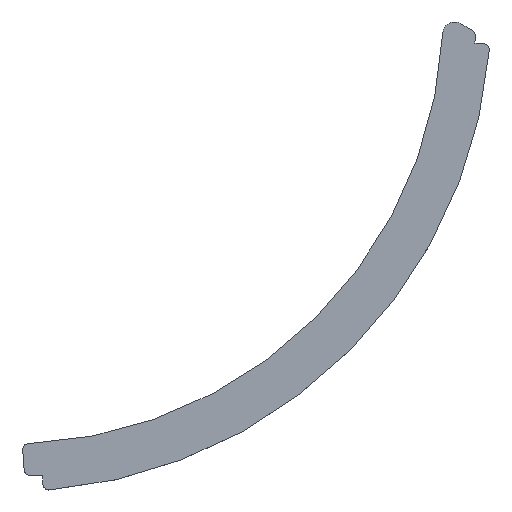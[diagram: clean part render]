
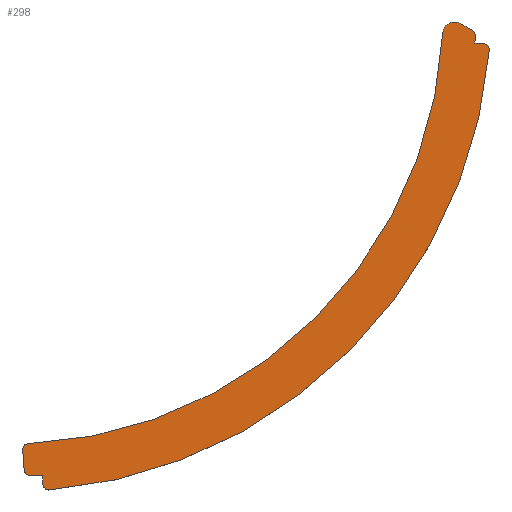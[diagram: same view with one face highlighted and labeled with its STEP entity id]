
A CAD part, top view. The second image highlights one B-rep face of the part: STEP entity #298.
In plain terms, the highlighted planar face has unit normal (0, 0, 1).
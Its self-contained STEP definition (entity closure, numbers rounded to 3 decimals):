
#21=PLANE('',#355);
#37=FACE_OUTER_BOUND('',#53,.T.);
#53=EDGE_LOOP('',(#260,#261,#262,#263,#264,#265,#266,#267,#268,#269,#270,
#271,#272,#273));
#61=LINE('',#488,#85);
#69=LINE('',#511,#93);
#73=LINE('',#521,#97);
#75=LINE('',#528,#99);
#77=LINE('',#531,#101);
#85=VECTOR('',#391,10.);
#93=VECTOR('',#417,10.);
#97=VECTOR('',#427,10.);
#99=VECTOR('',#435,10.);
#101=VECTOR('',#439,10.);
#102=CIRCLE('',#323,1.);
#112=CIRCLE('',#336,1.);
#113=CIRCLE('',#338,1.);
#114=CIRCLE('',#340,81.);
#115=CIRCLE('',#342,1.);
#116=CIRCLE('',#345,1.);
#117=CIRCLE('',#348,2.);
#118=CIRCLE('',#352,73.);
#119=CIRCLE('',#354,78.5);
#120=VERTEX_POINT('',#452);
#121=VERTEX_POINT('',#453);
#136=VERTEX_POINT('',#487);
#137=VERTEX_POINT('',#491);
#138=VERTEX_POINT('',#495);
#139=VERTEX_POINT('',#496);
#140=VERTEX_POINT('',#501);
#141=VERTEX_POINT('',#505);
#142=VERTEX_POINT('',#509);
#143=VERTEX_POINT('',#513);
#144=VERTEX_POINT('',#514);
#145=VERTEX_POINT('',#519);
#146=VERTEX_POINT('',#523);
#147=VERTEX_POINT('',#527);
#148=EDGE_CURVE('',#120,#121,#102,.T.);
#165=EDGE_CURVE('',#136,#121,#61,.T.);
#167=EDGE_CURVE('',#136,#137,#112,.T.);
#169=EDGE_CURVE('',#138,#139,#113,.T.);
#173=EDGE_CURVE('',#138,#140,#114,.T.);
#174=EDGE_CURVE('',#141,#140,#115,.T.);
#177=EDGE_CURVE('',#141,#142,#69,.T.);
#178=EDGE_CURVE('',#143,#144,#116,.T.);
#182=EDGE_CURVE('',#143,#145,#73,.T.);
#183=EDGE_CURVE('',#146,#145,#117,.T.);
#185=EDGE_CURVE('',#147,#139,#75,.T.);
#187=EDGE_CURVE('',#120,#147,#77,.T.);
#188=EDGE_CURVE('',#146,#137,#118,.T.);
#189=EDGE_CURVE('',#142,#144,#119,.T.);
#260=ORIENTED_EDGE('',*,*,#148,.F.);
#261=ORIENTED_EDGE('',*,*,#187,.T.);
#262=ORIENTED_EDGE('',*,*,#185,.T.);
#263=ORIENTED_EDGE('',*,*,#169,.F.);
#264=ORIENTED_EDGE('',*,*,#173,.T.);
#265=ORIENTED_EDGE('',*,*,#174,.F.);
#266=ORIENTED_EDGE('',*,*,#177,.T.);
#267=ORIENTED_EDGE('',*,*,#189,.T.);
#268=ORIENTED_EDGE('',*,*,#178,.F.);
#269=ORIENTED_EDGE('',*,*,#182,.T.);
#270=ORIENTED_EDGE('',*,*,#183,.F.);
#271=ORIENTED_EDGE('',*,*,#188,.T.);
#272=ORIENTED_EDGE('',*,*,#167,.F.);
#273=ORIENTED_EDGE('',*,*,#165,.T.);
#298=ADVANCED_FACE('',(#37),#21,.T.);
#323=AXIS2_PLACEMENT_3D('',#454,#360,#361);
#336=AXIS2_PLACEMENT_3D('',#492,#395,#396);
#338=AXIS2_PLACEMENT_3D('',#497,#400,#401);
#340=AXIS2_PLACEMENT_3D('',#503,#407,#408);
#342=AXIS2_PLACEMENT_3D('',#506,#411,#412);
#345=AXIS2_PLACEMENT_3D('',#515,#420,#421);
#348=AXIS2_PLACEMENT_3D('',#524,#430,#431);
#352=AXIS2_PLACEMENT_3D('',#533,#442,#443);
#354=AXIS2_PLACEMENT_3D('',#535,#446,#447);
#355=AXIS2_PLACEMENT_3D('',#536,#448,#449);
#360=DIRECTION('center_axis',(0.,0.,-1.));
#361=DIRECTION('ref_axis',(-0.682,-0.732,0.));
#391=DIRECTION('',(0.07,-0.998,0.));
#395=DIRECTION('center_axis',(0.,0.,-1.));
#396=DIRECTION('ref_axis',(-0.746,0.666,0.));
#400=DIRECTION('center_axis',(0.,0.,-1.));
#401=DIRECTION('ref_axis',(-0.651,-0.759,0.));
#407=DIRECTION('center_axis',(0.,0.,1.));
#408=DIRECTION('ref_axis',(0.07,-0.998,0.));
#411=DIRECTION('center_axis',(0.,0.,-1.));
#412=DIRECTION('ref_axis',(0.759,0.651,0.));
#417=DIRECTION('',(-0.998,0.07,0.));
#420=DIRECTION('center_axis',(0.,0.,-1.));
#421=DIRECTION('ref_axis',(0.881,0.473,0.));
#427=DIRECTION('',(-0.862,0.506,0.));
#430=DIRECTION('center_axis',(0.,0.,-1.));
#431=DIRECTION('ref_axis',(-0.474,0.881,0.));
#435=DIRECTION('',(0.07,-0.998,0.));
#439=DIRECTION('',(1.,0.,0.));
#442=DIRECTION('center_axis',(0.,0.,-1.));
#443=DIRECTION('ref_axis',(-0.029,1.,0.));
#446=DIRECTION('center_axis',(0.,0.,1.));
#447=DIRECTION('ref_axis',(0.998,-0.07,0.));
#448=DIRECTION('center_axis',(0.,0.,1.));
#449=DIRECTION('ref_axis',(1.,0.,0.));
#452=CARTESIAN_POINT('',(3.449,-78.306,3.));
#453=CARTESIAN_POINT('',(2.451,-77.376,3.));
#454=CARTESIAN_POINT('Origin',(3.449,-77.306,3.));
#487=CARTESIAN_POINT('',(2.214,-74.001,3.));
#488=CARTESIAN_POINT('',(2.141,-72.969,3.));
#491=CARTESIAN_POINT('',(3.168,-72.931,3.));
#492=CARTESIAN_POINT('Origin',(3.211,-73.93,3.));
#495=CARTESIAN_POINT('',(6.702,-80.722,3.));
#496=CARTESIAN_POINT('',(5.622,-79.796,3.));
#497=CARTESIAN_POINT('Origin',(6.619,-79.726,3.));
#501=CARTESIAN_POINT('',(80.722,-6.702,3.));
#503=CARTESIAN_POINT('Origin',(0.,0.,3.));
#505=CARTESIAN_POINT('',(79.796,-5.622,3.));
#506=CARTESIAN_POINT('Origin',(79.726,-6.619,3.));
#509=CARTESIAN_POINT('',(78.306,-5.517,3.));
#511=CARTESIAN_POINT('',(80.8,-5.693,3.));
#513=CARTESIAN_POINT('',(77.889,-3.41,3.));
#514=CARTESIAN_POINT('',(78.381,-4.327,3.));
#515=CARTESIAN_POINT('Origin',(77.382,-4.272,3.));
#519=CARTESIAN_POINT('',(75.908,-2.246,3.));
#521=CARTESIAN_POINT('',(78.412,-3.717,3.));
#523=CARTESIAN_POINT('',(72.898,-3.865,3.));
#524=CARTESIAN_POINT('Origin',(74.895,-3.971,3.));
#527=CARTESIAN_POINT('',(5.517,-78.306,3.));
#528=CARTESIAN_POINT('',(5.517,-78.306,3.));
#531=CARTESIAN_POINT('',(2.517,-78.306,3.));
#533=CARTESIAN_POINT('Origin',(0.,0.,3.));
#535=CARTESIAN_POINT('Origin',(0.,0.,3.));
#536=CARTESIAN_POINT('Origin',(41.47,-40.669,3.));
